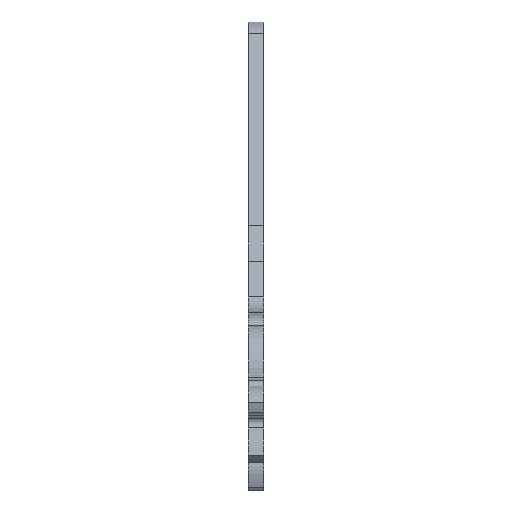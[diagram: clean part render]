
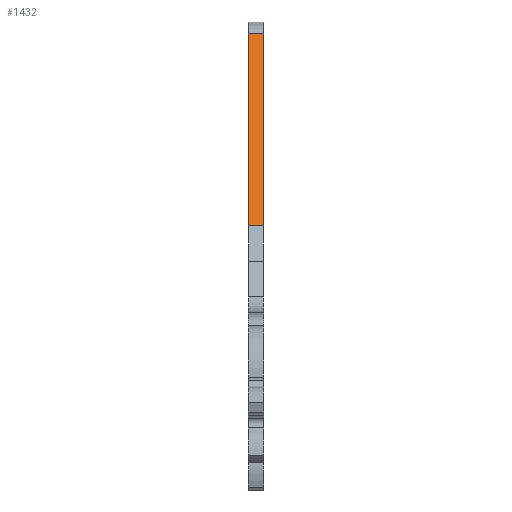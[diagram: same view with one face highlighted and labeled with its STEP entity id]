
A CAD part, left-side view. The second image highlights one B-rep face of the part: STEP entity #1432.
In plain terms, the highlighted planar face has unit normal (-0.707, 0, 0.707).
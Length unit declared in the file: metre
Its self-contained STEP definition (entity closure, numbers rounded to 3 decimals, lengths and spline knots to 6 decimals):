
#90=LINE('',#1995,#212);
#136=LINE('',#3364,#258);
#186=LINE('',#3842,#308);
#187=LINE('',#3844,#309);
#212=VECTOR('',#1612,1.);
#258=VECTOR('',#1788,1.);
#308=VECTOR('',#1906,1.);
#309=VECTOR('',#1909,1.);
#664=ORIENTED_EDGE('',*,*,#773,.F.);
#665=ORIENTED_EDGE('',*,*,#963,.F.);
#666=ORIENTED_EDGE('',*,*,#911,.T.);
#667=ORIENTED_EDGE('',*,*,#962,.T.);
#773=EDGE_CURVE('',#991,#992,#90,.T.);
#911=EDGE_CURVE('',#1130,#1129,#136,.T.);
#962=EDGE_CURVE('',#1129,#992,#186,.T.);
#963=EDGE_CURVE('',#1130,#991,#187,.T.);
#991=VERTEX_POINT('',#1994);
#992=VERTEX_POINT('',#1996);
#1129=VERTEX_POINT('',#3363);
#1130=VERTEX_POINT('',#3365);
#1252=EDGE_LOOP('',(#664,#665,#666,#667));
#1330=FACE_BOUND('',#1252,.T.);
#1361=PLANE('',#1574);
#1432=ADVANCED_FACE('',(#1330),#1361,.T.);
#1574=AXIS2_PLACEMENT_3D('',#3843,#1907,#1908);
#1612=DIRECTION('',(0.707,0.,0.707));
#1788=DIRECTION('',(0.707,0.,0.707));
#1906=DIRECTION('',(0.,1.,0.));
#1907=DIRECTION('',(-0.707,0.,0.707));
#1908=DIRECTION('',(0.707,0.,0.707));
#1909=DIRECTION('',(0.,1.,0.));
#1994=CARTESIAN_POINT('',(0.013318,0.,0.019142));
#1995=CARTESIAN_POINT('',(0.025446,0.,0.031279));
#1996=CARTESIAN_POINT('',(0.037574,0.,0.043416));
#3363=CARTESIAN_POINT('',(0.037574,-0.002,0.043416));
#3364=CARTESIAN_POINT('',(0.025446,-0.002,0.031279));
#3365=CARTESIAN_POINT('',(0.013318,-0.002,0.019142));
#3842=CARTESIAN_POINT('',(0.037574,-0.002,0.043416));
#3843=CARTESIAN_POINT('',(0.025446,-0.002,0.031279));
#3844=CARTESIAN_POINT('',(0.013318,-0.002,0.019142));
